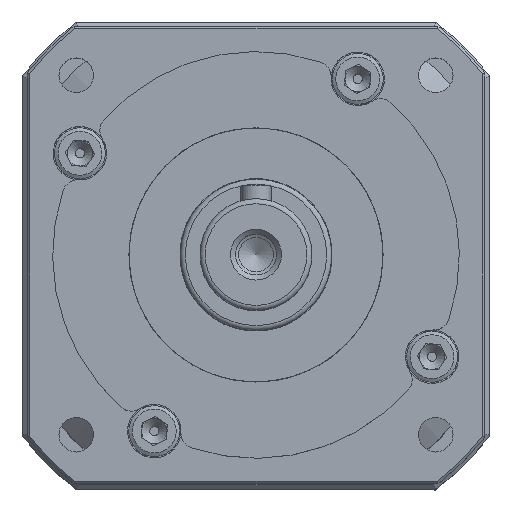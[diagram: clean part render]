
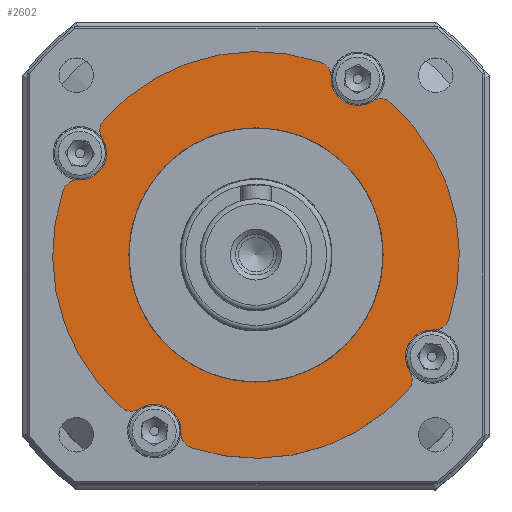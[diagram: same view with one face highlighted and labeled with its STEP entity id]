
A CAD part, top view. The second image highlights one B-rep face of the part: STEP entity #2602.
In plain terms, the highlighted planar face has unit normal (0, 0, 1).
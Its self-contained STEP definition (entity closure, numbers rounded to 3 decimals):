
#84=CARTESIAN_POINT('',(-22.864,-30.241,32.4));
#85=VERTEX_POINT('',#84);
#92=CARTESIAN_POINT('',(-26.486,-29.974,32.4));
#93=VERTEX_POINT('',#92);
#94=CARTESIAN_POINT('',(-24.5,-27.726,32.4));
#95=DIRECTION('',(0.0,0.0,1.0));
#96=DIRECTION('',(0.0,-1.0,0.0));
#97=AXIS2_PLACEMENT_3D('',#94,#95,#96);
#98=CIRCLE('',#97,3.);
#99=EDGE_CURVE('',#93,#85,#98,.T.);
#529=CARTESIAN_POINT('',(-34.921,14.757,32.4));
#530=VERTEX_POINT('',#529);
#537=CARTESIAN_POINT('',(-30.241,22.864,32.4));
#538=VERTEX_POINT('',#537);
#539=CARTESIAN_POINT('',(-34.641,20.,32.4));
#540=DIRECTION('',(0.0,0.0,1.0));
#541=DIRECTION('',(0.0,1.0,0.0));
#542=AXIS2_PLACEMENT_3D('',#539,#540,#541);
#543=CIRCLE('',#542,5.25);
#544=EDGE_CURVE('',#530,#538,#543,.T.);
#608=CARTESIAN_POINT('',(-14.757,-34.921,32.4));
#609=VERTEX_POINT('',#608);
#616=CARTESIAN_POINT('',(-20.,-34.641,32.4));
#617=DIRECTION('',(0.0,0.0,1.0));
#618=DIRECTION('',(-1.0,0.0,0.0));
#619=AXIS2_PLACEMENT_3D('',#616,#617,#618);
#620=CIRCLE('',#619,5.25);
#621=EDGE_CURVE('',#609,#85,#620,.T.);
#682=CARTESIAN_POINT('',(34.921,-14.757,32.4));
#683=VERTEX_POINT('',#682);
#690=CARTESIAN_POINT('',(30.241,-22.864,32.4));
#691=VERTEX_POINT('',#690);
#692=CARTESIAN_POINT('',(34.641,-20.,32.4));
#693=DIRECTION('',(0.0,0.0,1.0));
#694=DIRECTION('',(0.0,-1.0,0.0));
#695=AXIS2_PLACEMENT_3D('',#692,#693,#694);
#696=CIRCLE('',#695,5.25);
#697=EDGE_CURVE('',#683,#691,#696,.T.);
#763=CARTESIAN_POINT('',(14.757,34.921,32.4));
#764=VERTEX_POINT('',#763);
#771=CARTESIAN_POINT('',(22.864,30.241,32.4));
#772=VERTEX_POINT('',#771);
#773=CARTESIAN_POINT('',(20.,34.641,32.4));
#774=DIRECTION('',(0.0,0.0,1.0));
#775=DIRECTION('',(1.0,0.0,0.0));
#776=AXIS2_PLACEMENT_3D('',#773,#774,#775);
#777=CIRCLE('',#776,5.25);
#778=EDGE_CURVE('',#764,#772,#777,.T.);
#878=CARTESIAN_POINT('',(0.,25.,32.4));
#879=VERTEX_POINT('',#878);
#880=CARTESIAN_POINT('',(0.,0.,32.4));
#881=DIRECTION('',(0.0,0.0,-1.0));
#882=DIRECTION('',(0.0,1.0,0.0));
#883=AXIS2_PLACEMENT_3D('',#880,#881,#882);
#884=CIRCLE('',#883,25.0);
#885=EDGE_CURVE('',#879,#879,#884,.T.);
#962=CARTESIAN_POINT('',(-29.974,26.486,32.4));
#963=VERTEX_POINT('',#962);
#964=CARTESIAN_POINT('',(12.715,37.925,32.4));
#965=VERTEX_POINT('',#964);
#966=CARTESIAN_POINT('',(0.,0.,32.4));
#967=DIRECTION('',(0.0,0.0,-1.0));
#968=DIRECTION('',(0.0,1.0,0.0));
#969=AXIS2_PLACEMENT_3D('',#966,#967,#968);
#970=CIRCLE('',#969,40.);
#971=EDGE_CURVE('',#963,#965,#970,.T.);
#2065=CARTESIAN_POINT('',(-37.925,12.715,32.4));
#2066=VERTEX_POINT('',#2065);
#2067=CARTESIAN_POINT('',(0.,0.,32.4));
#2068=DIRECTION('',(0.0,0.0,-1.0));
#2069=DIRECTION('',(0.0,1.0,0.0));
#2070=AXIS2_PLACEMENT_3D('',#2067,#2068,#2069);
#2071=CIRCLE('',#2070,40.);
#2072=EDGE_CURVE('',#93,#2066,#2071,.T.);
#2099=CARTESIAN_POINT('',(29.974,-26.486,32.4));
#2100=VERTEX_POINT('',#2099);
#2107=CARTESIAN_POINT('',(-12.715,-37.925,32.4));
#2108=VERTEX_POINT('',#2107);
#2109=CARTESIAN_POINT('',(0.,0.,32.4));
#2110=DIRECTION('',(0.0,0.0,-1.0));
#2111=DIRECTION('',(0.0,1.0,0.0));
#2112=AXIS2_PLACEMENT_3D('',#2109,#2110,#2111);
#2113=CIRCLE('',#2112,40.);
#2114=EDGE_CURVE('',#2100,#2108,#2113,.T.);
#2507=CARTESIAN_POINT('',(26.486,29.974,32.4));
#2508=VERTEX_POINT('',#2507);
#2509=CARTESIAN_POINT('',(37.925,-12.715,32.4));
#2510=VERTEX_POINT('',#2509);
#2511=CARTESIAN_POINT('',(0.,0.,32.4));
#2512=DIRECTION('',(0.0,0.0,-1.0));
#2513=DIRECTION('',(0.0,1.0,0.0));
#2514=AXIS2_PLACEMENT_3D('',#2511,#2512,#2513);
#2515=CIRCLE('',#2514,40.);
#2516=EDGE_CURVE('',#2508,#2510,#2515,.T.);
#2534=CARTESIAN_POINT('',(0.,40.,32.4));
#2535=DIRECTION('',(0.0,0.0,1.0));
#2536=DIRECTION('',(1.0,0.0,0.0));
#2537=AXIS2_PLACEMENT_3D('',#2534,#2535,#2536);
#2538=PLANE('',#2537);
#2539=ORIENTED_EDGE('',*,*,#697,.F.);
#2540=CARTESIAN_POINT('',(35.081,-11.762,32.4));
#2541=DIRECTION('',(0.0,0.0,1.0));
#2542=DIRECTION('',(0.0,-1.0,0.0));
#2543=AXIS2_PLACEMENT_3D('',#2540,#2541,#2542);
#2544=CIRCLE('',#2543,3.);
#2545=EDGE_CURVE('',#683,#2510,#2544,.T.);
#2546=ORIENTED_EDGE('',*,*,#2545,.T.);
#2547=ORIENTED_EDGE('',*,*,#2516,.F.);
#2548=CARTESIAN_POINT('',(24.5,27.726,32.4));
#2549=DIRECTION('',(0.0,0.0,1.0));
#2550=DIRECTION('',(0.0,-1.0,0.0));
#2551=AXIS2_PLACEMENT_3D('',#2548,#2549,#2550);
#2552=CIRCLE('',#2551,3.);
#2553=EDGE_CURVE('',#2508,#772,#2552,.T.);
#2554=ORIENTED_EDGE('',*,*,#2553,.T.);
#2555=ORIENTED_EDGE('',*,*,#778,.F.);
#2556=CARTESIAN_POINT('',(11.762,35.081,32.4));
#2557=DIRECTION('',(0.0,0.0,1.0));
#2558=DIRECTION('',(0.0,-1.0,0.0));
#2559=AXIS2_PLACEMENT_3D('',#2556,#2557,#2558);
#2560=CIRCLE('',#2559,3.);
#2561=EDGE_CURVE('',#764,#965,#2560,.T.);
#2562=ORIENTED_EDGE('',*,*,#2561,.T.);
#2563=ORIENTED_EDGE('',*,*,#971,.F.);
#2564=CARTESIAN_POINT('',(-27.726,24.5,32.4));
#2565=DIRECTION('',(0.0,0.0,1.0));
#2566=DIRECTION('',(0.0,-1.0,0.0));
#2567=AXIS2_PLACEMENT_3D('',#2564,#2565,#2566);
#2568=CIRCLE('',#2567,3.);
#2569=EDGE_CURVE('',#963,#538,#2568,.T.);
#2570=ORIENTED_EDGE('',*,*,#2569,.T.);
#2571=ORIENTED_EDGE('',*,*,#544,.F.);
#2572=CARTESIAN_POINT('',(-35.081,11.762,32.4));
#2573=DIRECTION('',(0.0,0.0,1.0));
#2574=DIRECTION('',(0.0,-1.0,0.0));
#2575=AXIS2_PLACEMENT_3D('',#2572,#2573,#2574);
#2576=CIRCLE('',#2575,3.);
#2577=EDGE_CURVE('',#530,#2066,#2576,.T.);
#2578=ORIENTED_EDGE('',*,*,#2577,.T.);
#2579=ORIENTED_EDGE('',*,*,#2072,.F.);
#2580=ORIENTED_EDGE('',*,*,#99,.T.);
#2581=ORIENTED_EDGE('',*,*,#621,.F.);
#2582=CARTESIAN_POINT('',(-11.762,-35.081,32.4));
#2583=DIRECTION('',(0.0,0.0,1.0));
#2584=DIRECTION('',(0.0,-1.0,0.0));
#2585=AXIS2_PLACEMENT_3D('',#2582,#2583,#2584);
#2586=CIRCLE('',#2585,3.);
#2587=EDGE_CURVE('',#609,#2108,#2586,.T.);
#2588=ORIENTED_EDGE('',*,*,#2587,.T.);
#2589=ORIENTED_EDGE('',*,*,#2114,.F.);
#2590=CARTESIAN_POINT('',(27.726,-24.5,32.4));
#2591=DIRECTION('',(0.0,0.0,1.0));
#2592=DIRECTION('',(0.0,-1.0,0.0));
#2593=AXIS2_PLACEMENT_3D('',#2590,#2591,#2592);
#2594=CIRCLE('',#2593,3.);
#2595=EDGE_CURVE('',#2100,#691,#2594,.T.);
#2596=ORIENTED_EDGE('',*,*,#2595,.T.);
#2597=EDGE_LOOP('',(#2539,#2546,#2547,#2554,#2555,#2562,#2563,#2570,#2571,#2578,#2579,#2580,#2581,#2588,#2589,#2596));
#2598=FACE_OUTER_BOUND('',#2597,.T.);
#2599=ORIENTED_EDGE('',*,*,#885,.T.);
#2600=EDGE_LOOP('',(#2599));
#2601=FACE_BOUND('',#2600,.T.);
#2602=ADVANCED_FACE('',(#2598,#2601),#2538,.T.);
